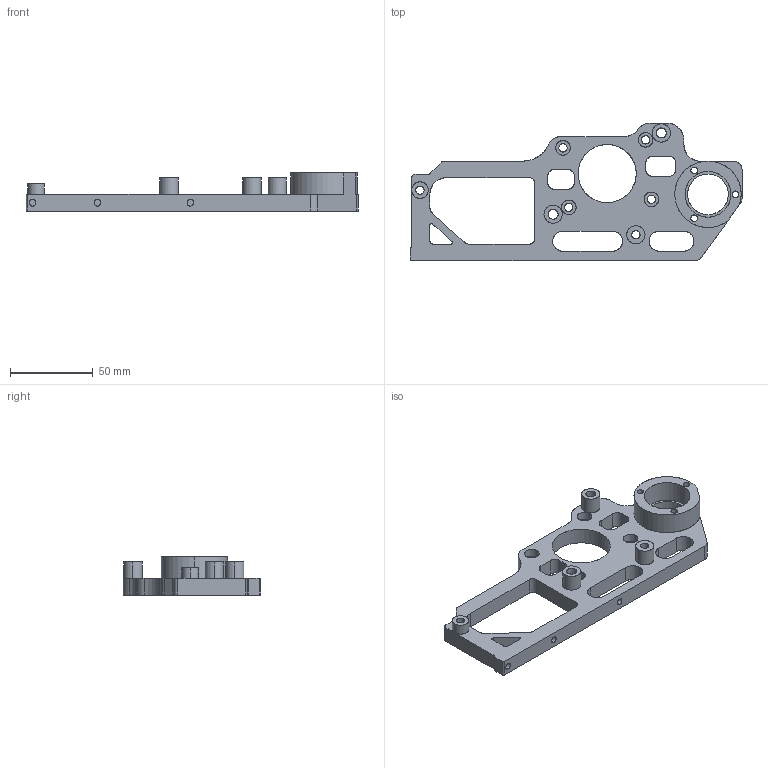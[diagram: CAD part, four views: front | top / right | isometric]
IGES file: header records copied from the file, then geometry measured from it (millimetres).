
Start section: SolidWorks IGES file using analytic representation for surfaces
Global section: file name: support moteur.IGS; native system: SolidWorks 2021; preprocessor: SolidWorks 2021; author: PC; date: 220729.215554; units: millimetre
Bounding box: 200 x 82.84 x 23 mm (x, y, z)
Surface area: 34645.5 mm2 (no closed solid volume)
Topology: 0 solids, 0 shells, 137 faces, 2949 edges, 2948 vertices
Faces by surface type: revolution 90, bspline 47
